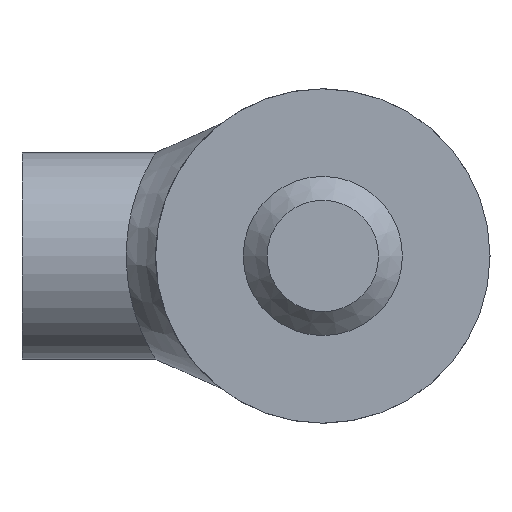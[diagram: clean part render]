
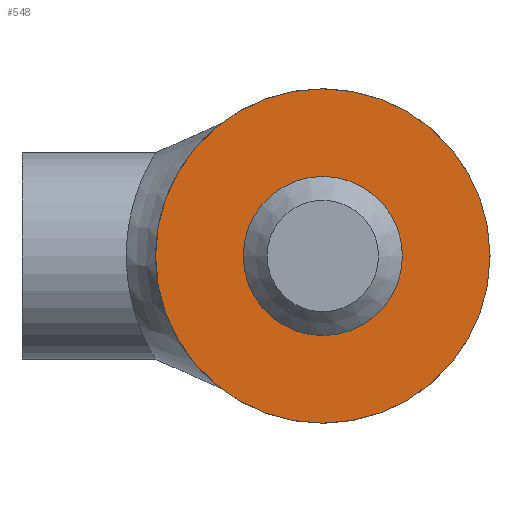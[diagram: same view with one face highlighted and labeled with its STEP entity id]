
A CAD part, left-side view. The second image highlights one B-rep face of the part: STEP entity #548.
In plain terms, the highlighted planar face has unit normal (-1, 0, 0).
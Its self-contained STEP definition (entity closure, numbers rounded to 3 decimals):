
#76=PLANE('',#737);
#129=FACE_BOUND('',#188,.T.);
#152=FACE_OUTER_BOUND('',#187,.T.);
#187=EDGE_LOOP('',(#451));
#188=EDGE_LOOP('',(#452));
#218=CIRCLE('',#732,10.);
#220=CIRCLE('',#735,21.);
#282=VERTEX_POINT('',#1794);
#284=VERTEX_POINT('',#1800);
#341=EDGE_CURVE('',#282,#282,#218,.T.);
#344=EDGE_CURVE('',#284,#284,#220,.T.);
#451=ORIENTED_EDGE('',*,*,#344,.F.);
#452=ORIENTED_EDGE('',*,*,#341,.F.);
#548=ADVANCED_FACE('',(#152,#129),#76,.F.);
#732=AXIS2_PLACEMENT_3D('',#1796,#836,#837);
#735=AXIS2_PLACEMENT_3D('',#1802,#843,#844);
#737=AXIS2_PLACEMENT_3D('',#1804,#847,#848);
#836=DIRECTION('center_axis',(-1.,0.,0.));
#837=DIRECTION('ref_axis',(0.,-1.,0.));
#843=DIRECTION('center_axis',(1.,0.,0.));
#844=DIRECTION('ref_axis',(0.,1.,0.));
#847=DIRECTION('center_axis',(1.,0.,0.));
#848=DIRECTION('ref_axis',(0.,0.,-1.));
#1794=CARTESIAN_POINT('',(0.,10.,0.));
#1796=CARTESIAN_POINT('Origin',(0.,0.,0.));
#1800=CARTESIAN_POINT('',(0.,-21.,0.));
#1802=CARTESIAN_POINT('Origin',(0.,0.,0.));
#1804=CARTESIAN_POINT('Origin',(0.,0.,0.));
